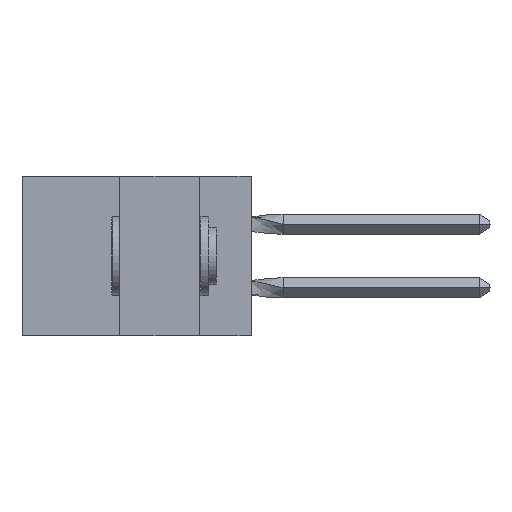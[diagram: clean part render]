
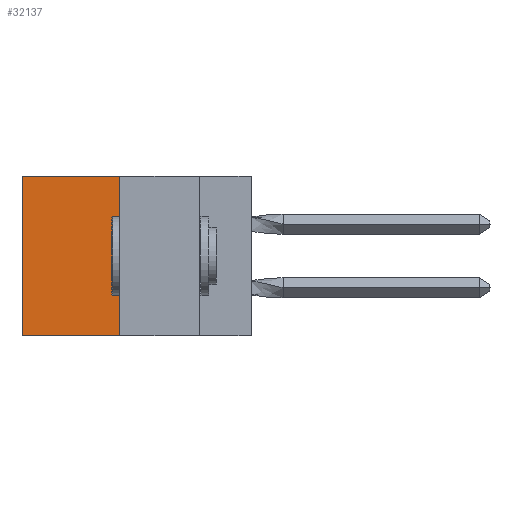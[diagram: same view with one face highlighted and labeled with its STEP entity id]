
A CAD part, left-side view. The second image highlights one B-rep face of the part: STEP entity #32137.
In plain terms, the highlighted planar face has unit normal (-1, 0, 0).
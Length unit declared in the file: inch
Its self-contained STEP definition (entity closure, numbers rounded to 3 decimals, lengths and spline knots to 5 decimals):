
#1893 = VERTEX_POINT ( 'NONE', #11233 ) ;
#3569 = VERTEX_POINT ( 'NONE', #23983 ) ;
#4690 = CARTESIAN_POINT ( 'NONE',  ( 0.305, 0.72, 0. ) ) ;
#5140 = EDGE_CURVE ( 'NONE', #3569, #13218, #31213, .T. ) ;
#5669 = EDGE_CURVE ( 'NONE', #13218, #1893, #21447, .T. ) ;
#5795 = ORIENTED_EDGE ( 'NONE', *, *, #36442, .F. ) ;
#6030 = DIRECTION ( 'NONE',  ( 0., 0., -1. ) ) ;
#6245 = LINE ( 'NONE', #11682, #7153 ) ;
#7153 = VECTOR ( 'NONE', #37770, 39.37008 ) ;
#8088 = PLANE ( 'NONE',  #24362 ) ;
#9623 = LINE ( 'NONE', #16679, #10059 ) ;
#10006 = CARTESIAN_POINT ( 'NONE',  ( 0.305, 0.413, -0.5 ) ) ;
#10059 = VECTOR ( 'NONE', #34131, 39.37008 ) ;
#10535 = DIRECTION ( 'NONE',  ( 0., 1., 0. ) ) ;
#11233 = CARTESIAN_POINT ( 'NONE',  ( 0.305, 0.72, -0.5 ) ) ;
#11682 = CARTESIAN_POINT ( 'NONE',  ( 0.305, 0.413, -0.5 ) ) ;
#13218 = VERTEX_POINT ( 'NONE', #4690 ) ;
#16679 = CARTESIAN_POINT ( 'NONE',  ( 0.305, 0.413, -0.5 ) ) ;
#17485 = CARTESIAN_POINT ( 'NONE',  ( 0.305, 0.72, -0.5 ) ) ;
#19436 = FACE_OUTER_BOUND ( 'NONE', #29474, .T. ) ;
#20410 = EDGE_CURVE ( 'NONE', #29663, #1893, #9623, .T. ) ;
#21447 = LINE ( 'NONE', #17485, #30716 ) ;
#22825 = DIRECTION ( 'NONE',  ( 0., 0., -1. ) ) ;
#23983 = CARTESIAN_POINT ( 'NONE',  ( 0.305, 0.413, 0. ) ) ;
#24362 = AXIS2_PLACEMENT_3D ( 'NONE', #26437, #30591, #22825 ) ;
#25228 = VECTOR ( 'NONE', #10535, 39.37008 ) ;
#25238 = ORIENTED_EDGE ( 'NONE', *, *, #20410, .F. ) ;
#26437 = CARTESIAN_POINT ( 'NONE',  ( 0.305, 0.413, -0.5 ) ) ;
#28207 = CARTESIAN_POINT ( 'NONE',  ( 0.305, 0.413, 0. ) ) ;
#29474 = EDGE_LOOP ( 'NONE', ( #32330, #25238, #5795, #37188 ) ) ;
#29663 = VERTEX_POINT ( 'NONE', #10006 ) ;
#30591 = DIRECTION ( 'NONE',  ( 1., 0., 0. ) ) ;
#30716 = VECTOR ( 'NONE', #6030, 39.37008 ) ;
#31213 = LINE ( 'NONE', #28207, #25228 ) ;
#32137 = ADVANCED_FACE ( 'NONE', ( #19436 ), #8088, .F. ) ;
#32330 = ORIENTED_EDGE ( 'NONE', *, *, #5669, .T. ) ;
#34131 = DIRECTION ( 'NONE',  ( 0., 1., 0. ) ) ;
#36442 = EDGE_CURVE ( 'NONE', #3569, #29663, #6245, .T. ) ;
#37188 = ORIENTED_EDGE ( 'NONE', *, *, #5140, .T. ) ;
#37770 = DIRECTION ( 'NONE',  ( 0., 0., -1. ) ) ;
